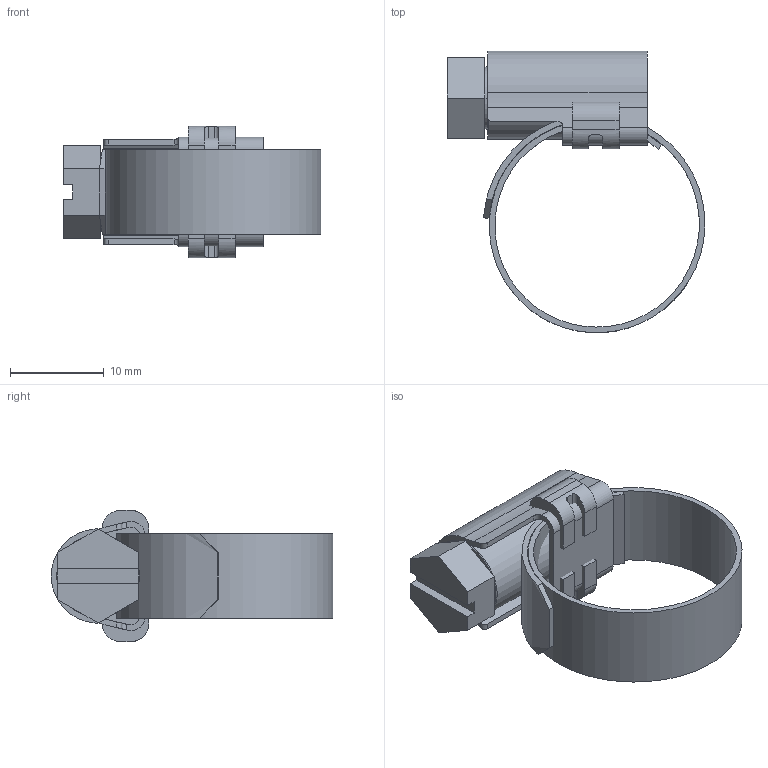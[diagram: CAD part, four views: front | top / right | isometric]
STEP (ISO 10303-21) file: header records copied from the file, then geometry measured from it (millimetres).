
FILE_DESCRIPTION (( 'STEP AP203' ), '1' );
FILE_NAME ('3D-R548_12-22_171786120.STEP', '2024-09-02T14:18:46', ( '' ), ( '' ), 'SwSTEP 2.0', 'SolidWorks 2024', '' );
FILE_SCHEMA (( 'CONFIG_CONTROL_DESIGN' ));
Length unit declared in the file: millimetre
Products named in the file (1): 3D-R548_12-22_171786120
Bounding box: 27.43 x 29.94 x 14 mm (x, y, z)
Volume: 2270.2 mm3; surface area: 3848.9 mm2
Topology: 4 solids, 4 shells, 100 faces, 266 edges, 172 vertices
Faces by surface type: plane 63, cylinder 28, bspline 5, cone 2, torus 2
Entity records: 3789 total; most frequent: CARTESIAN_POINT 1272, ORIENTED_EDGE 532, DIRECTION 474, EDGE_CURVE 266, LINE 174, VECTOR 174, VERTEX_POINT 172, AXIS2_PLACEMENT_3D 150
